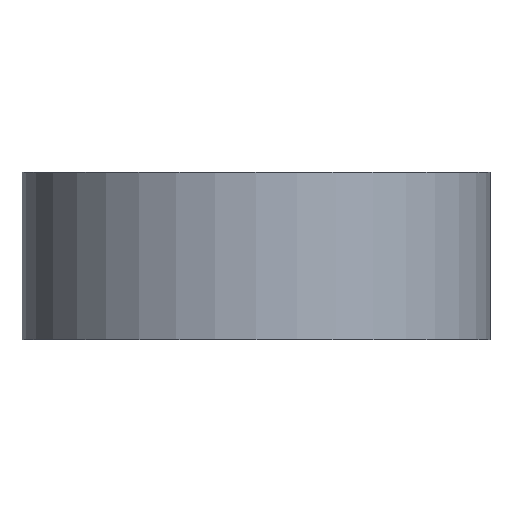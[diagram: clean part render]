
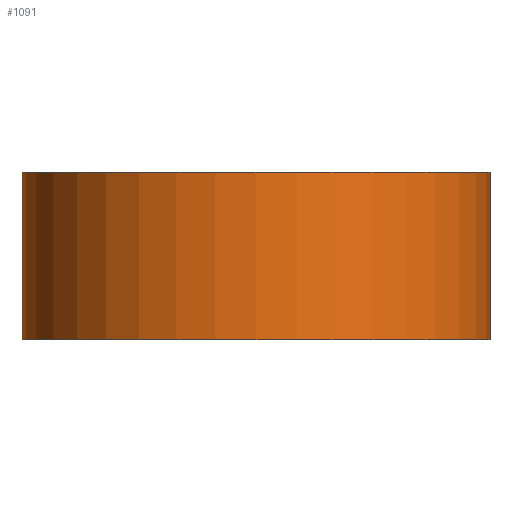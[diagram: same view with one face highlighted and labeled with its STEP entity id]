
A CAD part, front view. The second image highlights one B-rep face of the part: STEP entity #1091.
In plain terms, the highlighted cylindrical face has radius 70 mm (diameter 140 mm), a full revolution.
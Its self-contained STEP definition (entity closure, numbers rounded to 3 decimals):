
#42=LINE('',#3139,#47);
#47=VECTOR('',#1216,50.);
#68=CIRCLE('',#1140,70.);
#69=CIRCLE('',#1141,70.);
#80=CYLINDRICAL_SURFACE('',#1139,70.);
#173=FACE_OUTER_BOUND('',#232,.T.);
#232=EDGE_LOOP('',(#890,#891,#892,#893));
#493=VERTEX_POINT('',#3136);
#494=VERTEX_POINT('',#3138);
#663=EDGE_CURVE('',#493,#493,#68,.F.);
#664=EDGE_CURVE('',#493,#494,#42,.T.);
#665=EDGE_CURVE('',#494,#494,#69,.T.);
#890=ORIENTED_EDGE('',*,*,#663,.F.);
#891=ORIENTED_EDGE('',*,*,#664,.T.);
#892=ORIENTED_EDGE('',*,*,#665,.T.);
#893=ORIENTED_EDGE('',*,*,#664,.F.);
#1091=ADVANCED_FACE('',(#173),#80,.T.);
#1139=AXIS2_PLACEMENT_3D('',#3135,#1212,#1213);
#1140=AXIS2_PLACEMENT_3D('',#3137,#1214,#1215);
#1141=AXIS2_PLACEMENT_3D('',#3140,#1217,#1218);
#1212=DIRECTION('center_axis',(0.,0.,1.));
#1213=DIRECTION('ref_axis',(1.,0.,0.));
#1214=DIRECTION('center_axis',(0.,0.,-1.));
#1215=DIRECTION('ref_axis',(1.,0.,0.));
#1216=DIRECTION('',(0.,0.,-1.));
#1217=DIRECTION('center_axis',(0.,0.,1.));
#1218=DIRECTION('ref_axis',(1.,0.,0.));
#3135=CARTESIAN_POINT('Origin',(0.,0.,200.));
#3136=CARTESIAN_POINT('',(-70.,0.,204.));
#3137=CARTESIAN_POINT('Origin',(0.,0.,204.));
#3138=CARTESIAN_POINT('',(-70.,0.,154.));
#3139=CARTESIAN_POINT('',(-70.,0.,200.));
#3140=CARTESIAN_POINT('Origin',(0.,0.,154.));
